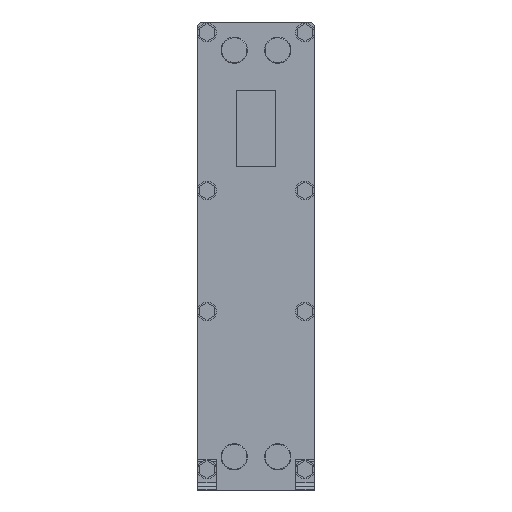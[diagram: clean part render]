
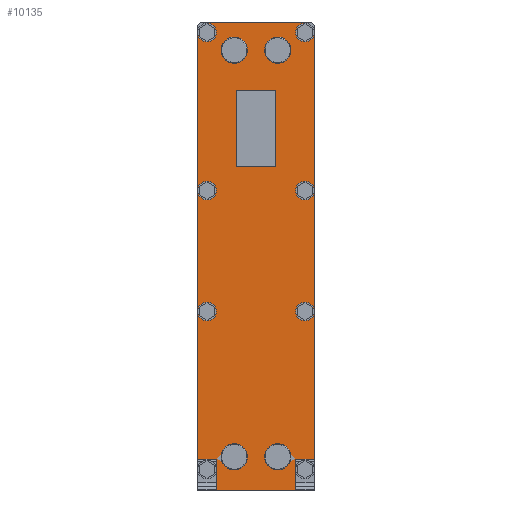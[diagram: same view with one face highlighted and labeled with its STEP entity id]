
A CAD part, front view. The second image highlights one B-rep face of the part: STEP entity #10135.
In plain terms, the highlighted planar face has unit normal (0, -1, 0).
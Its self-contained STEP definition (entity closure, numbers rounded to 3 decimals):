
#857=FACE_BOUND('',#3966,.T.);
#858=FACE_BOUND('',#3967,.T.);
#859=FACE_BOUND('',#3968,.T.);
#860=FACE_BOUND('',#3969,.T.);
#861=FACE_BOUND('',#3970,.T.);
#862=FACE_BOUND('',#3971,.T.);
#863=FACE_BOUND('',#3972,.T.);
#864=FACE_BOUND('',#3973,.T.);
#865=FACE_BOUND('',#3974,.T.);
#866=FACE_BOUND('',#3975,.T.);
#867=FACE_BOUND('',#3976,.T.);
#1135=LINE('',#15124,#2271);
#1142=LINE('',#15141,#2278);
#1150=LINE('',#15166,#2286);
#1155=LINE('',#15179,#2291);
#1164=LINE('',#15202,#2300);
#1172=LINE('',#15227,#2308);
#1182=LINE('',#15269,#2318);
#1185=LINE('',#15274,#2321);
#1187=LINE('',#15278,#2323);
#1192=LINE('',#15291,#2328);
#1195=LINE('',#15296,#2331);
#1197=LINE('',#15300,#2333);
#1199=LINE('',#15303,#2335);
#1200=LINE('',#15306,#2336);
#1202=LINE('',#15310,#2338);
#1206=LINE('',#15315,#2342);
#1207=LINE('',#15317,#2343);
#1208=LINE('',#15319,#2344);
#2271=VECTOR('',#11987,1.);
#2278=VECTOR('',#12002,1.);
#2286=VECTOR('',#12030,1.);
#2291=VECTOR('',#12039,1.);
#2300=VECTOR('',#12062,1.);
#2308=VECTOR('',#12090,1.);
#2318=VECTOR('',#12124,10.);
#2321=VECTOR('',#12129,10.);
#2323=VECTOR('',#12133,10.);
#2328=VECTOR('',#12142,10.);
#2331=VECTOR('',#12147,10.);
#2333=VECTOR('',#12151,10.);
#2335=VECTOR('',#12155,10.);
#2336=VECTOR('',#12158,10.);
#2338=VECTOR('',#12162,1.);
#2342=VECTOR('',#12168,1.);
#2343=VECTOR('',#12171,10.);
#2344=VECTOR('',#12174,10.);
#3373=FACE_OUTER_BOUND('',#3965,.T.);
#3965=EDGE_LOOP('',(#7629,#7630,#7631,#7632,#7633,#7634,#7635,#7636,#7637,
#7638,#7639,#7640,#7641,#7642));
#3966=EDGE_LOOP('',(#7643));
#3967=EDGE_LOOP('',(#7644));
#3968=EDGE_LOOP('',(#7645));
#3969=EDGE_LOOP('',(#7646));
#3970=EDGE_LOOP('',(#7647));
#3971=EDGE_LOOP('',(#7648));
#3972=EDGE_LOOP('',(#7649));
#3973=EDGE_LOOP('',(#7650));
#3974=EDGE_LOOP('',(#7651));
#3975=EDGE_LOOP('',(#7652));
#3976=EDGE_LOOP('',(#7653,#7654,#7655,#7656));
#4510=CIRCLE('',#10576,15.);
#4512=CIRCLE('',#10593,15.);
#4514=CIRCLE('',#10598,21.2);
#4517=CIRCLE('',#10604,21.2);
#4520=CIRCLE('',#10610,15.);
#4522=CIRCLE('',#10621,15.);
#4524=CIRCLE('',#10638,15.);
#4526=CIRCLE('',#10649,15.);
#4534=CIRCLE('',#10672,21.2);
#4537=CIRCLE('',#10678,21.2);
#4958=VERTEX_POINT('',#14710);
#4978=VERTEX_POINT('',#14777);
#4980=VERTEX_POINT('',#14784);
#4983=VERTEX_POINT('',#14793);
#4992=VERTEX_POINT('',#14814);
#5006=VERTEX_POINT('',#14857);
#5026=VERTEX_POINT('',#14924);
#5040=VERTEX_POINT('',#14967);
#5062=VERTEX_POINT('',#15035);
#5065=VERTEX_POINT('',#15044);
#5086=VERTEX_POINT('',#15108);
#5090=VERTEX_POINT('',#15120);
#5091=VERTEX_POINT('',#15122);
#5104=VERTEX_POINT('',#15164);
#5105=VERTEX_POINT('',#15168);
#5109=VERTEX_POINT('',#15176);
#5110=VERTEX_POINT('',#15178);
#5124=VERTEX_POINT('',#15225);
#5143=VERTEX_POINT('',#15266);
#5144=VERTEX_POINT('',#15268);
#5145=VERTEX_POINT('',#15272);
#5146=VERTEX_POINT('',#15276);
#5151=VERTEX_POINT('',#15289);
#5152=VERTEX_POINT('',#15290);
#5153=VERTEX_POINT('',#15295);
#5154=VERTEX_POINT('',#15299);
#5155=VERTEX_POINT('',#15305);
#5156=VERTEX_POINT('',#15309);
#5828=EDGE_CURVE('',#4958,#4958,#4510,.T.);
#5860=EDGE_CURVE('',#4978,#4978,#4512,.T.);
#5862=EDGE_CURVE('',#4980,#4980,#4514,.T.);
#5865=EDGE_CURVE('',#4983,#4983,#4517,.T.);
#5874=EDGE_CURVE('',#4992,#4992,#4520,.T.);
#5894=EDGE_CURVE('',#5006,#5006,#4522,.T.);
#5926=EDGE_CURVE('',#5026,#5026,#4524,.T.);
#5946=EDGE_CURVE('',#5040,#5040,#4526,.T.);
#5977=EDGE_CURVE('',#5062,#5062,#4534,.T.);
#5980=EDGE_CURVE('',#5065,#5065,#4537,.T.);
#6017=EDGE_CURVE('',#5090,#5091,#1135,.T.);
#6026=EDGE_CURVE('',#5091,#5086,#1142,.T.);
#6038=EDGE_CURVE('',#5104,#5090,#1150,.T.);
#6043=EDGE_CURVE('',#5110,#5109,#1155,.T.);
#6056=EDGE_CURVE('',#5105,#5110,#1164,.T.);
#6068=EDGE_CURVE('',#5109,#5124,#1172,.T.);
#6088=EDGE_CURVE('',#5144,#5143,#1182,.T.);
#6091=EDGE_CURVE('',#5143,#5145,#1185,.T.);
#6093=EDGE_CURVE('',#5145,#5146,#1187,.T.);
#6098=EDGE_CURVE('',#5151,#5152,#1192,.T.);
#6101=EDGE_CURVE('',#5152,#5153,#1195,.T.);
#6103=EDGE_CURVE('',#5153,#5154,#1197,.T.);
#6105=EDGE_CURVE('',#5154,#5151,#1199,.T.);
#6106=EDGE_CURVE('',#5146,#5155,#1200,.T.);
#6108=EDGE_CURVE('',#5156,#5144,#1202,.T.);
#6112=EDGE_CURVE('',#5124,#5104,#1206,.T.);
#6113=EDGE_CURVE('',#5155,#5105,#1207,.T.);
#6114=EDGE_CURVE('',#5086,#5156,#1208,.T.);
#7629=ORIENTED_EDGE('',*,*,#6026,.T.);
#7630=ORIENTED_EDGE('',*,*,#6114,.T.);
#7631=ORIENTED_EDGE('',*,*,#6108,.T.);
#7632=ORIENTED_EDGE('',*,*,#6088,.T.);
#7633=ORIENTED_EDGE('',*,*,#6091,.T.);
#7634=ORIENTED_EDGE('',*,*,#6093,.T.);
#7635=ORIENTED_EDGE('',*,*,#6106,.T.);
#7636=ORIENTED_EDGE('',*,*,#6113,.T.);
#7637=ORIENTED_EDGE('',*,*,#6056,.T.);
#7638=ORIENTED_EDGE('',*,*,#6043,.T.);
#7639=ORIENTED_EDGE('',*,*,#6068,.T.);
#7640=ORIENTED_EDGE('',*,*,#6112,.T.);
#7641=ORIENTED_EDGE('',*,*,#6038,.T.);
#7642=ORIENTED_EDGE('',*,*,#6017,.T.);
#7643=ORIENTED_EDGE('',*,*,#5828,.T.);
#7644=ORIENTED_EDGE('',*,*,#5860,.T.);
#7645=ORIENTED_EDGE('',*,*,#5862,.T.);
#7646=ORIENTED_EDGE('',*,*,#5865,.T.);
#7647=ORIENTED_EDGE('',*,*,#5874,.T.);
#7648=ORIENTED_EDGE('',*,*,#5894,.T.);
#7649=ORIENTED_EDGE('',*,*,#5926,.T.);
#7650=ORIENTED_EDGE('',*,*,#5946,.T.);
#7651=ORIENTED_EDGE('',*,*,#5977,.T.);
#7652=ORIENTED_EDGE('',*,*,#5980,.T.);
#7653=ORIENTED_EDGE('',*,*,#6105,.T.);
#7654=ORIENTED_EDGE('',*,*,#6098,.T.);
#7655=ORIENTED_EDGE('',*,*,#6101,.T.);
#7656=ORIENTED_EDGE('',*,*,#6103,.T.);
#9697=PLANE('',#10759);
#10135=ADVANCED_FACE('',(#3373,#857,#858,#859,#860,#861,#862,#863,#864,
#865,#866,#867),#9697,.F.);
#10576=AXIS2_PLACEMENT_3D('',#14711,#11581,#11582);
#10593=AXIS2_PLACEMENT_3D('',#14778,#11645,#11646);
#10598=AXIS2_PLACEMENT_3D('',#14785,#11655,#11656);
#10604=AXIS2_PLACEMENT_3D('',#14794,#11667,#11668);
#10610=AXIS2_PLACEMENT_3D('',#14815,#11685,#11686);
#10621=AXIS2_PLACEMENT_3D('',#14858,#11725,#11726);
#10638=AXIS2_PLACEMENT_3D('',#14925,#11789,#11790);
#10649=AXIS2_PLACEMENT_3D('',#14968,#11829,#11830);
#10672=AXIS2_PLACEMENT_3D('',#15036,#11898,#11899);
#10678=AXIS2_PLACEMENT_3D('',#15045,#11910,#11911);
#10759=AXIS2_PLACEMENT_3D('',#15320,#12175,#12176);
#11581=DIRECTION('center_axis',(0.,1.,0.));
#11582=DIRECTION('ref_axis',(-1.,0.,0.));
#11645=DIRECTION('center_axis',(0.,1.,0.));
#11646=DIRECTION('ref_axis',(-1.,0.,0.));
#11655=DIRECTION('center_axis',(0.,1.,0.));
#11656=DIRECTION('ref_axis',(-1.,0.,0.));
#11667=DIRECTION('center_axis',(0.,1.,0.));
#11668=DIRECTION('ref_axis',(-1.,0.,0.));
#11685=DIRECTION('center_axis',(0.,1.,0.));
#11686=DIRECTION('ref_axis',(-1.,0.,0.));
#11725=DIRECTION('center_axis',(0.,1.,0.));
#11726=DIRECTION('ref_axis',(-1.,0.,0.));
#11789=DIRECTION('center_axis',(0.,1.,0.));
#11790=DIRECTION('ref_axis',(-1.,0.,0.));
#11829=DIRECTION('center_axis',(0.,1.,0.));
#11830=DIRECTION('ref_axis',(-1.,0.,0.));
#11898=DIRECTION('center_axis',(0.,1.,0.));
#11899=DIRECTION('ref_axis',(-1.,0.,0.));
#11910=DIRECTION('center_axis',(0.,1.,0.));
#11911=DIRECTION('ref_axis',(-1.,0.,0.));
#11987=DIRECTION('',(1.,0.,0.));
#12002=DIRECTION('',(0.,0.,-1.));
#12030=DIRECTION('',(0.,0.,1.));
#12039=DIRECTION('',(1.,0.,0.));
#12062=DIRECTION('',(0.,0.,1.));
#12090=DIRECTION('',(0.,0.,-1.));
#12124=DIRECTION('',(-0.707,0.,0.707));
#12129=DIRECTION('',(-1.,0.,0.));
#12133=DIRECTION('',(-0.707,0.,-0.707));
#12142=DIRECTION('',(1.,0.,0.));
#12147=DIRECTION('',(0.,0.,-1.));
#12151=DIRECTION('',(-1.,0.,0.));
#12155=DIRECTION('',(0.,0.,1.));
#12158=DIRECTION('',(0.,0.,-1.));
#12162=DIRECTION('',(0.,0.,1.));
#12168=DIRECTION('',(1.,0.,0.));
#12171=DIRECTION('',(0.707,0.,-0.707));
#12174=DIRECTION('',(0.707,0.,0.707));
#12175=DIRECTION('center_axis',(0.,1.,0.));
#12176=DIRECTION('ref_axis',(-1.,0.,0.));
#14710=CARTESIAN_POINT('',(94.,-25.,738.));
#14711=CARTESIAN_POINT('Origin',(79.,-25.,738.));
#14777=CARTESIAN_POINT('',(-64.,-25.,738.));
#14778=CARTESIAN_POINT('Origin',(-79.,-25.,738.));
#14784=CARTESIAN_POINT('',(56.2,-25.,709.5));
#14785=CARTESIAN_POINT('Origin',(35.,-25.,709.5));
#14793=CARTESIAN_POINT('',(-13.8,-25.,709.5));
#14794=CARTESIAN_POINT('Origin',(-35.,-25.,709.5));
#14814=CARTESIAN_POINT('',(94.,-25.,483.));
#14815=CARTESIAN_POINT('Origin',(79.,-25.,483.));
#14857=CARTESIAN_POINT('',(94.,-25.,288.));
#14858=CARTESIAN_POINT('Origin',(79.,-25.,288.));
#14924=CARTESIAN_POINT('',(-64.,-25.,288.));
#14925=CARTESIAN_POINT('Origin',(-79.,-25.,288.));
#14967=CARTESIAN_POINT('',(-64.,-25.,483.));
#14968=CARTESIAN_POINT('Origin',(-79.,-25.,483.));
#15035=CARTESIAN_POINT('',(56.2,-25.,53.5));
#15036=CARTESIAN_POINT('Origin',(35.,-25.,53.5));
#15044=CARTESIAN_POINT('',(-13.8,-25.,53.5));
#15045=CARTESIAN_POINT('Origin',(-35.,-25.,53.5));
#15108=CARTESIAN_POINT('',(94.,-25.,4.));
#15120=CARTESIAN_POINT('',(64.,-25.,50.));
#15122=CARTESIAN_POINT('',(94.,-25.,50.));
#15124=CARTESIAN_POINT('',(0.,-25.,50.));
#15141=CARTESIAN_POINT('',(94.,-25.,28.928));
#15164=CARTESIAN_POINT('',(64.,-25.,0.));
#15166=CARTESIAN_POINT('',(64.,-25.,28.928));
#15168=CARTESIAN_POINT('',(-94.,-25.,4.));
#15176=CARTESIAN_POINT('',(-64.,-25.,50.));
#15178=CARTESIAN_POINT('',(-94.,-25.,50.));
#15179=CARTESIAN_POINT('',(0.,-25.,50.));
#15202=CARTESIAN_POINT('',(-94.,-25.,28.928));
#15225=CARTESIAN_POINT('',(-64.,-25.,0.));
#15227=CARTESIAN_POINT('',(-64.,-25.,28.928));
#15266=CARTESIAN_POINT('',(90.,-25.,755.));
#15268=CARTESIAN_POINT('',(95.,-25.,750.));
#15269=CARTESIAN_POINT('',(90.,-25.,755.));
#15272=CARTESIAN_POINT('',(-90.,-25.,755.));
#15274=CARTESIAN_POINT('',(-90.,-25.,755.));
#15276=CARTESIAN_POINT('',(-95.,-25.,750.));
#15278=CARTESIAN_POINT('',(-95.,-25.,750.));
#15289=CARTESIAN_POINT('',(-32.25,-25.,645.));
#15290=CARTESIAN_POINT('',(32.25,-25.,645.));
#15291=CARTESIAN_POINT('',(-16.125,-25.,645.));
#15295=CARTESIAN_POINT('',(32.25,-25.,521.2));
#15296=CARTESIAN_POINT('',(32.25,-25.,581.75));
#15299=CARTESIAN_POINT('',(-32.25,-25.,521.2));
#15300=CARTESIAN_POINT('',(16.125,-25.,521.2));
#15303=CARTESIAN_POINT('',(-32.25,-25.,519.85));
#15305=CARTESIAN_POINT('',(-95.,-25.,5.));
#15306=CARTESIAN_POINT('',(-95.,-25.,5.));
#15309=CARTESIAN_POINT('',(95.,-25.,5.));
#15310=CARTESIAN_POINT('',(95.,-25.,86.147));
#15315=CARTESIAN_POINT('',(-45.,-25.,0.));
#15317=CARTESIAN_POINT('',(-90.,-25.,0.));
#15319=CARTESIAN_POINT('',(95.,-25.,5.));
#15320=CARTESIAN_POINT('Origin',(0.,-25.,43.073));
